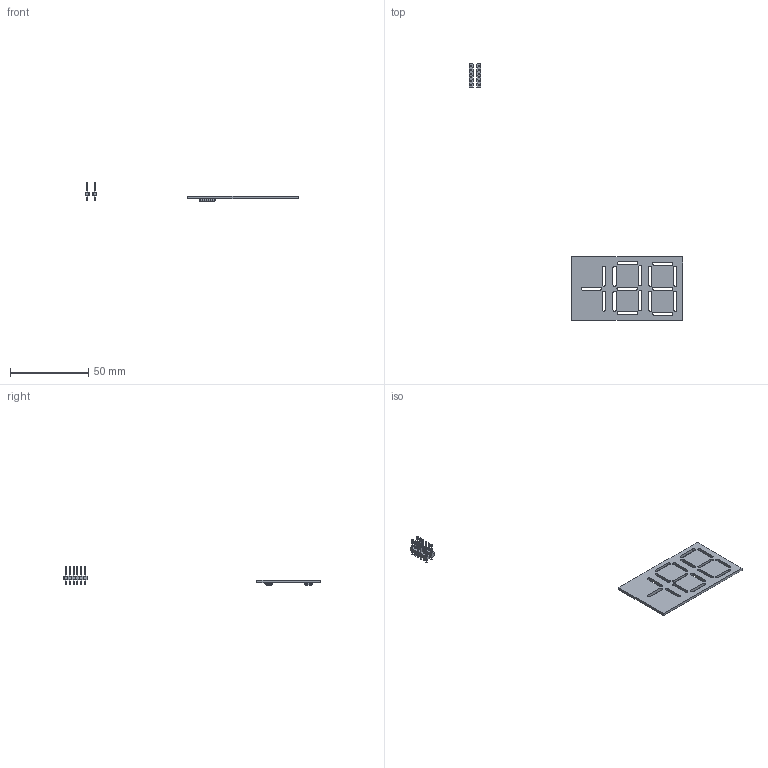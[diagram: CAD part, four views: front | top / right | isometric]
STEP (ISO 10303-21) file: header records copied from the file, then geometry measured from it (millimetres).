
FILE_DESCRIPTION(('KiCad electronic assembly'),'2;1');
FILE_NAME('NumericDisplays_3.step','2024-05-04T10:16:52',('Pcbnew'),( 'Kicad'),'Open CASCADE STEP processor 7.7','KiCad to STEP converter' ,'Unknown');
FILE_SCHEMA(('AUTOMOTIVE_DESIGN { 1 0 10303 214 1 1 1 1 }'));
Length unit declared in the file: millimetre
Products named in the file (6): NumericDisplays_3 1; PinHeader_1x06_P2.54mm_Vertical; PinHeader_1x06_P254mm_Vertical; SOIC-16_3.9x9.9mm_P1.27mm; SOIC_16_39x99mm_P127mm; _autosave-NumericDisplays_PCB
Assembly tree (7 placements, depth 3):
  NumericDisplays_3 1
    PinHeader_1x06_P2.54mm_Vertical  x2
      PinHeader_1x06_P254mm_Vertical
    SOIC-16_3.9x9.9mm_P1.27mm  x2
      SOIC_16_39x99mm_P127mm
    _autosave-NumericDisplays_PCB
Bounding box: 136.6 x 164.54 x 11.99 mm (x, y, z)
Volume: 4268.2 mm3; surface area: 6922.1 mm2
Topology: 5 solids, 5 shells, 922 faces, 2386 edges, 1500 vertices
Faces by surface type: plane 678, cylinder 164, bspline 80
Full cylindrical faces by diameter (mm): 0.6 x2
Entity records: 18107 total; most frequent: CARTESIAN_POINT 2781, ORIENTED_EDGE 2602, DIRECTION 2399, EDGE_CURVE 1301, LINE 1071, VECTOR 1071, VERTEX_POINT 822, AXIS2_PLACEMENT_3D 664
